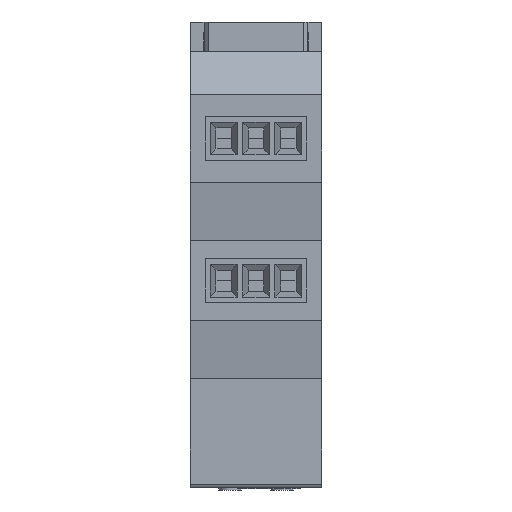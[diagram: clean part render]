
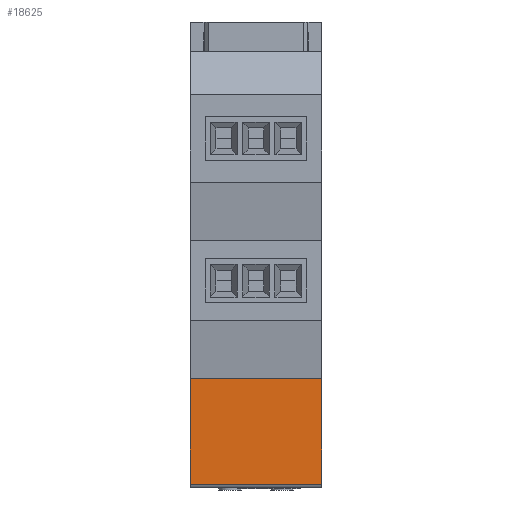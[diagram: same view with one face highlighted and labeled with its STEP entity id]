
A CAD part, front view. The second image highlights one B-rep face of the part: STEP entity #18625.
In plain terms, the highlighted planar face has unit normal (0, -1, 0).
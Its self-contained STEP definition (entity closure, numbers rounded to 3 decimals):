
#434 = VECTOR ( 'NONE', #3708, 1000. ) ;
#576 = VERTEX_POINT ( 'NONE', #8569 ) ;
#645 = DIRECTION ( 'NONE',  ( 0., 0., 1. ) ) ;
#1415 = VERTEX_POINT ( 'NONE', #1895 ) ;
#1895 = CARTESIAN_POINT ( 'NONE',  ( 9., -22.5, -45. ) ) ;
#3339 = CARTESIAN_POINT ( 'NONE',  ( 9., -22.5, -45. ) ) ;
#3708 = DIRECTION ( 'NONE',  ( 1., 0., 0. ) ) ;
#5617 = VECTOR ( 'NONE', #27397, 1000. ) ;
#5969 = EDGE_CURVE ( 'NONE', #1415, #19895, #15304, .T. ) ;
#6191 = EDGE_CURVE ( 'NONE', #1415, #8372, #10404, .T. ) ;
#7712 = EDGE_CURVE ( 'NONE', #576, #8372, #16919, .T. ) ;
#8372 = VERTEX_POINT ( 'NONE', #25930 ) ;
#8569 = CARTESIAN_POINT ( 'NONE',  ( -9., -22.5, -59.5 ) ) ;
#9345 = VECTOR ( 'NONE', #14791, 1000. ) ;
#10404 = LINE ( 'NONE', #26867, #21513 ) ;
#10721 = EDGE_CURVE ( 'NONE', #19895, #576, #22722, .T. ) ;
#11154 = EDGE_LOOP ( 'NONE', ( #22719, #23061, #23198, #23559 ) ) ;
#11876 = PLANE ( 'NONE',  #19503 ) ;
#12090 = CARTESIAN_POINT ( 'NONE',  ( -9., -22.5, -45. ) ) ;
#14132 = DIRECTION ( 'NONE',  ( 0., 1., 0. ) ) ;
#14791 = DIRECTION ( 'NONE',  ( -1., 0., 0. ) ) ;
#15304 = LINE ( 'NONE', #3339, #9345 ) ;
#15504 = CARTESIAN_POINT ( 'NONE',  ( -9., -22.5, -45. ) ) ;
#16919 = LINE ( 'NONE', #17133, #434 ) ;
#17133 = CARTESIAN_POINT ( 'NONE',  ( 9., -22.5, -59.5 ) ) ;
#18625 = ADVANCED_FACE ( 'NONE', ( #26890 ), #11876, .F. ) ;
#19503 = AXIS2_PLACEMENT_3D ( 'NONE', #27199, #14132, #645 ) ;
#19895 = VERTEX_POINT ( 'NONE', #15504 ) ;
#21513 = VECTOR ( 'NONE', #27052, 1000. ) ;
#22719 = ORIENTED_EDGE ( 'NONE', *, *, #10721, .T. ) ;
#22722 = LINE ( 'NONE', #12090, #5617 ) ;
#23061 = ORIENTED_EDGE ( 'NONE', *, *, #7712, .T. ) ;
#23198 = ORIENTED_EDGE ( 'NONE', *, *, #6191, .F. ) ;
#23559 = ORIENTED_EDGE ( 'NONE', *, *, #5969, .T. ) ;
#25930 = CARTESIAN_POINT ( 'NONE',  ( 9., -22.5, -59.5 ) ) ;
#26867 = CARTESIAN_POINT ( 'NONE',  ( 9., -22.5, -45. ) ) ;
#26890 = FACE_OUTER_BOUND ( 'NONE', #11154, .T. ) ;
#27052 = DIRECTION ( 'NONE',  ( 0., 0., -1. ) ) ;
#27199 = CARTESIAN_POINT ( 'NONE',  ( 9., -22.5, -45. ) ) ;
#27397 = DIRECTION ( 'NONE',  ( 0., 0., -1. ) ) ;
